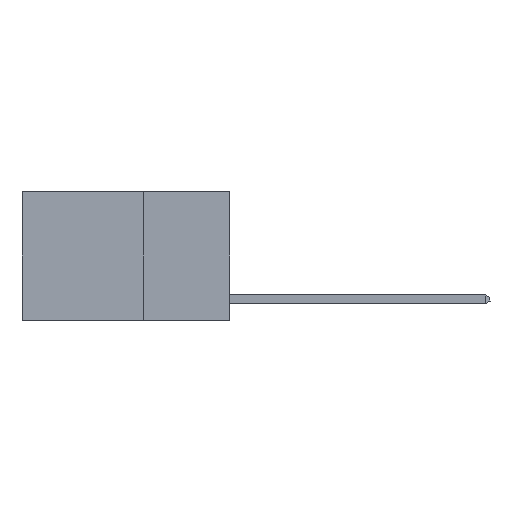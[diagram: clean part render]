
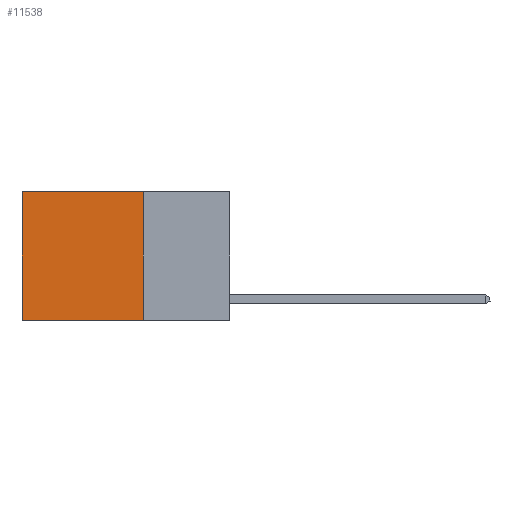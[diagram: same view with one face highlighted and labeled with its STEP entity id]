
A CAD part, left-side view. The second image highlights one B-rep face of the part: STEP entity #11538.
In plain terms, the highlighted planar face has unit normal (-1, 0, 0).
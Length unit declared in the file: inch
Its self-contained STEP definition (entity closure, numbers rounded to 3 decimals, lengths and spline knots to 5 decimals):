
#106 = EDGE_LOOP ( 'NONE', ( #12192, #16420, #8396, #350 ) ) ;
#128 = AXIS2_PLACEMENT_3D ( 'NONE', #9219, #12521, #2528 ) ;
#350 = ORIENTED_EDGE ( 'NONE', *, *, #2534, .T. ) ;
#518 = EDGE_CURVE ( 'NONE', #6499, #14867, #5774, .T. ) ;
#860 = DIRECTION ( 'NONE',  ( 0., 1., 0. ) ) ;
#1206 = VECTOR ( 'NONE', #9255, 39.37008 ) ;
#1323 = DIRECTION ( 'NONE',  ( 0., 0., -1. ) ) ;
#1757 = LINE ( 'NONE', #20464, #19190 ) ;
#2528 = DIRECTION ( 'NONE',  ( 0., 0., -1. ) ) ;
#2534 = EDGE_CURVE ( 'NONE', #4127, #6499, #5713, .T. ) ;
#4127 = VERTEX_POINT ( 'NONE', #7560 ) ;
#4207 = DIRECTION ( 'NONE',  ( 0., 1., 0. ) ) ;
#4280 = CARTESIAN_POINT ( 'NONE',  ( 0.2625, 0.25, 0. ) ) ;
#4477 = CARTESIAN_POINT ( 'NONE',  ( 0.2625, 0.6, -0.37 ) ) ;
#5713 = LINE ( 'NONE', #4280, #14395 ) ;
#5774 = LINE ( 'NONE', #20514, #1206 ) ;
#6499 = VERTEX_POINT ( 'NONE', #13666 ) ;
#7560 = CARTESIAN_POINT ( 'NONE',  ( 0.2625, 0.25, 0. ) ) ;
#8396 = ORIENTED_EDGE ( 'NONE', *, *, #18731, .F. ) ;
#9219 = CARTESIAN_POINT ( 'NONE',  ( 0.2625, 0.25, 0. ) ) ;
#9255 = DIRECTION ( 'NONE',  ( 0., 0., -1. ) ) ;
#10956 = LINE ( 'NONE', #11425, #19398 ) ;
#11425 = CARTESIAN_POINT ( 'NONE',  ( 0.2625, 0.25, 0. ) ) ;
#11538 = ADVANCED_FACE ( 'NONE', ( #17886 ), #20413, .F. ) ;
#12192 = ORIENTED_EDGE ( 'NONE', *, *, #518, .T. ) ;
#12521 = DIRECTION ( 'NONE',  ( 1., 0., 0. ) ) ;
#13666 = CARTESIAN_POINT ( 'NONE',  ( 0.2625, 0.6, 0. ) ) ;
#14395 = VECTOR ( 'NONE', #4207, 39.37008 ) ;
#14867 = VERTEX_POINT ( 'NONE', #4477 ) ;
#16420 = ORIENTED_EDGE ( 'NONE', *, *, #17114, .F. ) ;
#17114 = EDGE_CURVE ( 'NONE', #18118, #14867, #1757, .T. ) ;
#17886 = FACE_OUTER_BOUND ( 'NONE', #106, .T. ) ;
#18118 = VERTEX_POINT ( 'NONE', #19611 ) ;
#18731 = EDGE_CURVE ( 'NONE', #4127, #18118, #10956, .T. ) ;
#19190 = VECTOR ( 'NONE', #860, 39.37008 ) ;
#19398 = VECTOR ( 'NONE', #1323, 39.37008 ) ;
#19611 = CARTESIAN_POINT ( 'NONE',  ( 0.2625, 0.25, -0.37 ) ) ;
#20413 = PLANE ( 'NONE',  #128 ) ;
#20464 = CARTESIAN_POINT ( 'NONE',  ( 0.2625, 0.25, -0.37 ) ) ;
#20514 = CARTESIAN_POINT ( 'NONE',  ( 0.2625, 0.6, 0. ) ) ;
